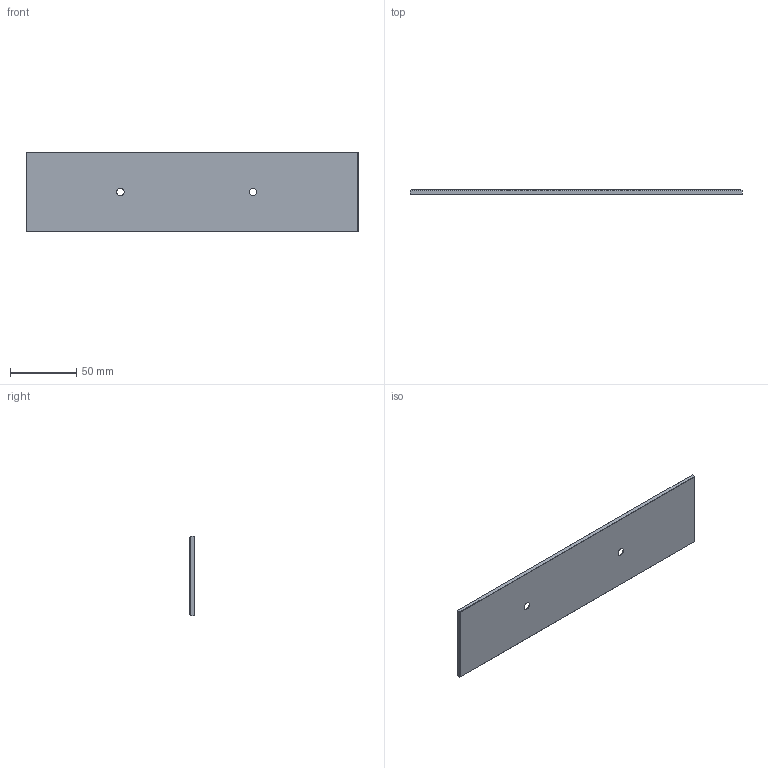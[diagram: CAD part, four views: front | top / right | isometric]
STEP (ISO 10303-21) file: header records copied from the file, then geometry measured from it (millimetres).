
FILE_DESCRIPTION((''),'2;1');
FILE_NAME('CAD-9261','2025-02-17T10:39:48',('creinig-se'),(''),'CREO PARAMETRIC BY PTC INC, 2022284','CREO PARAMETRIC BY PTC INC, 2022284','');
FILE_SCHEMA(('CONFIG_CONTROL_DESIGN','SHAPE_APPEARANCE_LAYERS_GROUPS'));
Length unit declared in the file: millimetre
Products named in the file (1): CAD-9261
Bounding box: 250 x 4 x 60 mm (x, y, z)
Volume: 51835.6 mm3; surface area: 32652.8 mm2
Topology: 1 solids, 1 shells, 49 faces, 134 edges, 88 vertices
Faces by surface type: plane 23, cylinder 22, cone 4
Entity records: 2063 total; most frequent: DIRECTION 288, CARTESIAN_POINT 271, ORIENTED_EDGE 268, PRESENTATION_STYLE_ASSIGNMENT 135, STYLED_ITEM 135, CURVE_STYLE 134, EDGE_CURVE 134, AXIS2_PLACEMENT_3D 105
